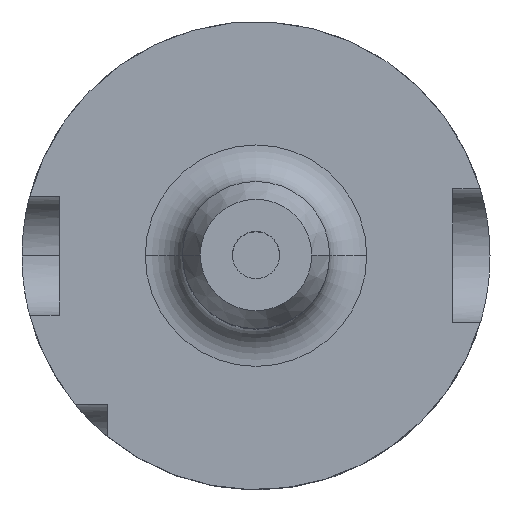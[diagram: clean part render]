
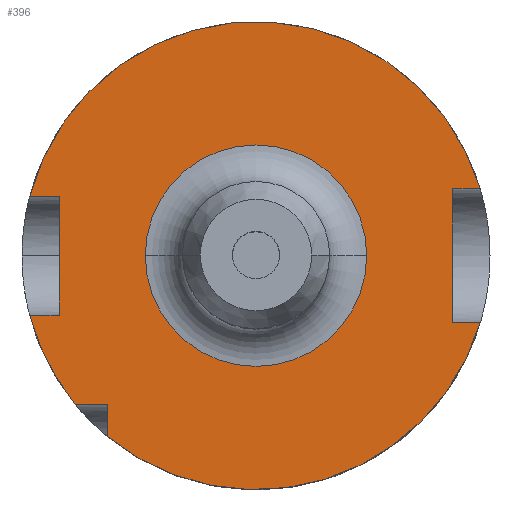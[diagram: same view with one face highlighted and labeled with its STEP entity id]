
A CAD part, top view. The second image highlights one B-rep face of the part: STEP entity #396.
In plain terms, the highlighted planar face has unit normal (0, 0, 1).
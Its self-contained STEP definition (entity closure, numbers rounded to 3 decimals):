
#10 = AXIS2_PLACEMENT_3D ( 'NONE', #1690, #44, #1973 ) ;
#13 = VECTOR ( 'NONE', #1034, 1000. ) ;
#20 = VERTEX_POINT ( 'NONE', #2078 ) ;
#36 = CARTESIAN_POINT ( 'NONE',  ( 0., 0., 26. ) ) ;
#44 = DIRECTION ( 'NONE',  ( 0., 0., -1. ) ) ;
#109 = LINE ( 'NONE', #1662, #2958 ) ;
#146 = DIRECTION ( 'NONE',  ( 0., 1., 0. ) ) ;
#248 = ORIENTED_EDGE ( 'NONE', *, *, #2452, .T. ) ;
#298 = CARTESIAN_POINT ( 'NONE',  ( 30.187, 9., 26. ) ) ;
#304 = EDGE_CURVE ( 'NONE', #2724, #363, #1509, .T. ) ;
#305 = DIRECTION ( 'NONE',  ( -1., 0., 0. ) ) ;
#363 = VERTEX_POINT ( 'NONE', #2887 ) ;
#371 = ORIENTED_EDGE ( 'NONE', *, *, #2490, .F. ) ;
#373 = LINE ( 'NONE', #1078, #2667 ) ;
#396 = ADVANCED_FACE ( 'NONE', ( #1984, #3361 ), #2345, .T. ) ;
#409 = DIRECTION ( 'NONE',  ( 0., 0., -1. ) ) ;
#501 = DIRECTION ( 'NONE',  ( -1., 0., 0. ) ) ;
#588 = ORIENTED_EDGE ( 'NONE', *, *, #873, .F. ) ;
#613 = ORIENTED_EDGE ( 'NONE', *, *, #3473, .T. ) ;
#649 = DIRECTION ( 'NONE',  ( 0., 1., 0. ) ) ;
#654 = VERTEX_POINT ( 'NONE', #3316 ) ;
#698 = CARTESIAN_POINT ( 'NONE',  ( 26.5, -9., 26. ) ) ;
#727 = LINE ( 'NONE', #1440, #1444 ) ;
#760 = CARTESIAN_POINT ( 'NONE',  ( 26.5, 9.906, 26. ) ) ;
#773 = VERTEX_POINT ( 'NONE', #2420 ) ;
#857 = VECTOR ( 'NONE', #1448, 1000. ) ;
#873 = EDGE_CURVE ( 'NONE', #2275, #1409, #1929, .T. ) ;
#926 = CARTESIAN_POINT ( 'NONE',  ( -20., 9.906, 26. ) ) ;
#1034 = DIRECTION ( 'NONE',  ( 0., 1., 0. ) ) ;
#1062 = VERTEX_POINT ( 'NONE', #2171 ) ;
#1078 = CARTESIAN_POINT ( 'NONE',  ( 0., -8., 26. ) ) ;
#1111 = VECTOR ( 'NONE', #146, 1000. ) ;
#1144 = VERTEX_POINT ( 'NONE', #2988 ) ;
#1202 = DIRECTION ( 'NONE',  ( 0., 0., -1. ) ) ;
#1265 = CARTESIAN_POINT ( 'NONE',  ( 0., 9.906, 26. ) ) ;
#1291 = AXIS2_PLACEMENT_3D ( 'NONE', #36, #1969, #305 ) ;
#1304 = EDGE_CURVE ( 'NONE', #1867, #1884, #109, .T. ) ;
#1330 = VERTEX_POINT ( 'NONE', #298 ) ;
#1394 = ORIENTED_EDGE ( 'NONE', *, *, #3121, .F. ) ;
#1408 = AXIS2_PLACEMENT_3D ( 'NONE', #1479, #3413, #1757 ) ;
#1409 = VERTEX_POINT ( 'NONE', #2525 ) ;
#1415 = VECTOR ( 'NONE', #649, 1000. ) ;
#1440 = CARTESIAN_POINT ( 'NONE',  ( 0., 8., 26. ) ) ;
#1444 = VECTOR ( 'NONE', #3080, 1000. ) ;
#1448 = DIRECTION ( 'NONE',  ( 1., 0., 0. ) ) ;
#1479 = CARTESIAN_POINT ( 'NONE',  ( 0., 0., 26. ) ) ;
#1496 = AXIS2_PLACEMENT_3D ( 'NONE', #1265, #3474, #1810 ) ;
#1499 = LINE ( 'NONE', #3375, #857 ) ;
#1509 = CIRCLE ( 'NONE', #10, 31.5 ) ;
#1620 = EDGE_CURVE ( 'NONE', #773, #20, #3066, .T. ) ;
#1634 = ORIENTED_EDGE ( 'NONE', *, *, #1620, .T. ) ;
#1662 = CARTESIAN_POINT ( 'NONE',  ( 0., -9., 26. ) ) ;
#1690 = CARTESIAN_POINT ( 'NONE',  ( 0., 0., 26. ) ) ;
#1697 = EDGE_CURVE ( 'NONE', #20, #773, #2994, .T. ) ;
#1715 = CIRCLE ( 'NONE', #1291, 31.5 ) ;
#1748 = EDGE_CURVE ( 'NONE', #1409, #1062, #727, .T. ) ;
#1757 = DIRECTION ( 'NONE',  ( 1., 0., 0. ) ) ;
#1770 = EDGE_CURVE ( 'NONE', #1062, #1330, #3494, .T. ) ;
#1802 = CARTESIAN_POINT ( 'NONE',  ( -26.5, 9.906, 26. ) ) ;
#1810 = DIRECTION ( 'NONE',  ( 1., 0., 0. ) ) ;
#1867 = VERTEX_POINT ( 'NONE', #2869 ) ;
#1884 = VERTEX_POINT ( 'NONE', #698 ) ;
#1885 = CARTESIAN_POINT ( 'NONE',  ( -24.336, -20., 26. ) ) ;
#1929 = LINE ( 'NONE', #1802, #1111 ) ;
#1969 = DIRECTION ( 'NONE',  ( 0., 0., -1. ) ) ;
#1973 = DIRECTION ( 'NONE',  ( -1., 0., 0. ) ) ;
#1984 = FACE_BOUND ( 'NONE', #2859, .T. ) ;
#2063 = CARTESIAN_POINT ( 'NONE',  ( 0., 0., 26. ) ) ;
#2078 = CARTESIAN_POINT ( 'NONE',  ( -14.906, 0., 26. ) ) ;
#2136 = CARTESIAN_POINT ( 'NONE',  ( 0., -20., 26. ) ) ;
#2137 = VERTEX_POINT ( 'NONE', #3170 ) ;
#2161 = AXIS2_PLACEMENT_3D ( 'NONE', #2063, #409, #2338 ) ;
#2171 = CARTESIAN_POINT ( 'NONE',  ( -30.467, 8., 26. ) ) ;
#2216 = LINE ( 'NONE', #760, #13 ) ;
#2221 = DIRECTION ( 'NONE',  ( -1., 0., 0. ) ) ;
#2259 = ORIENTED_EDGE ( 'NONE', *, *, #1748, .F. ) ;
#2275 = VERTEX_POINT ( 'NONE', #3531 ) ;
#2338 = DIRECTION ( 'NONE',  ( 1., 0., 0. ) ) ;
#2345 = PLANE ( 'NONE',  #1496 ) ;
#2420 = CARTESIAN_POINT ( 'NONE',  ( 14.906, 0., 26. ) ) ;
#2446 = VECTOR ( 'NONE', #501, 1000. ) ;
#2452 = EDGE_CURVE ( 'NONE', #1884, #2137, #2216, .T. ) ;
#2490 = EDGE_CURVE ( 'NONE', #654, #2724, #3180, .T. ) ;
#2525 = CARTESIAN_POINT ( 'NONE',  ( -26.5, 8., 26. ) ) ;
#2542 = ORIENTED_EDGE ( 'NONE', *, *, #3523, .F. ) ;
#2667 = VECTOR ( 'NONE', #2713, 1000. ) ;
#2700 = EDGE_LOOP ( 'NONE', ( #371, #2542, #1394, #3254, #248, #613, #3220, #2259, #588, #2717, #3157 ) ) ;
#2713 = DIRECTION ( 'NONE',  ( 1., 0., 0. ) ) ;
#2717 = ORIENTED_EDGE ( 'NONE', *, *, #2766, .F. ) ;
#2724 = VERTEX_POINT ( 'NONE', #1885 ) ;
#2766 = EDGE_CURVE ( 'NONE', #363, #2275, #373, .T. ) ;
#2828 = CARTESIAN_POINT ( 'NONE',  ( 0., 0., 26. ) ) ;
#2859 = EDGE_LOOP ( 'NONE', ( #1634, #3419 ) ) ;
#2866 = LINE ( 'NONE', #926, #1415 ) ;
#2869 = CARTESIAN_POINT ( 'NONE',  ( 30.187, -9., 26. ) ) ;
#2887 = CARTESIAN_POINT ( 'NONE',  ( -30.467, -8., 26. ) ) ;
#2958 = VECTOR ( 'NONE', #2221, 1000. ) ;
#2988 = CARTESIAN_POINT ( 'NONE',  ( -20., -24.336, 26. ) ) ;
#2994 = CIRCLE ( 'NONE', #2161, 14.906 ) ;
#3066 = CIRCLE ( 'NONE', #1408, 14.906 ) ;
#3080 = DIRECTION ( 'NONE',  ( -1., 0., 0. ) ) ;
#3104 = DIRECTION ( 'NONE',  ( -1., 0., 0. ) ) ;
#3121 = EDGE_CURVE ( 'NONE', #1867, #1144, #1715, .T. ) ;
#3157 = ORIENTED_EDGE ( 'NONE', *, *, #304, .F. ) ;
#3170 = CARTESIAN_POINT ( 'NONE',  ( 26.5, 9., 26. ) ) ;
#3180 = LINE ( 'NONE', #2136, #2446 ) ;
#3220 = ORIENTED_EDGE ( 'NONE', *, *, #1770, .F. ) ;
#3254 = ORIENTED_EDGE ( 'NONE', *, *, #1304, .T. ) ;
#3256 = AXIS2_PLACEMENT_3D ( 'NONE', #2828, #1202, #3104 ) ;
#3316 = CARTESIAN_POINT ( 'NONE',  ( -20., -20., 26. ) ) ;
#3361 = FACE_OUTER_BOUND ( 'NONE', #2700, .T. ) ;
#3375 = CARTESIAN_POINT ( 'NONE',  ( 0., 9., 26. ) ) ;
#3413 = DIRECTION ( 'NONE',  ( 0., 0., -1. ) ) ;
#3419 = ORIENTED_EDGE ( 'NONE', *, *, #1697, .T. ) ;
#3473 = EDGE_CURVE ( 'NONE', #2137, #1330, #1499, .T. ) ;
#3474 = DIRECTION ( 'NONE',  ( 0., 0., 1. ) ) ;
#3494 = CIRCLE ( 'NONE', #3256, 31.5 ) ;
#3523 = EDGE_CURVE ( 'NONE', #1144, #654, #2866, .T. ) ;
#3531 = CARTESIAN_POINT ( 'NONE',  ( -26.5, -8., 26. ) ) ;
